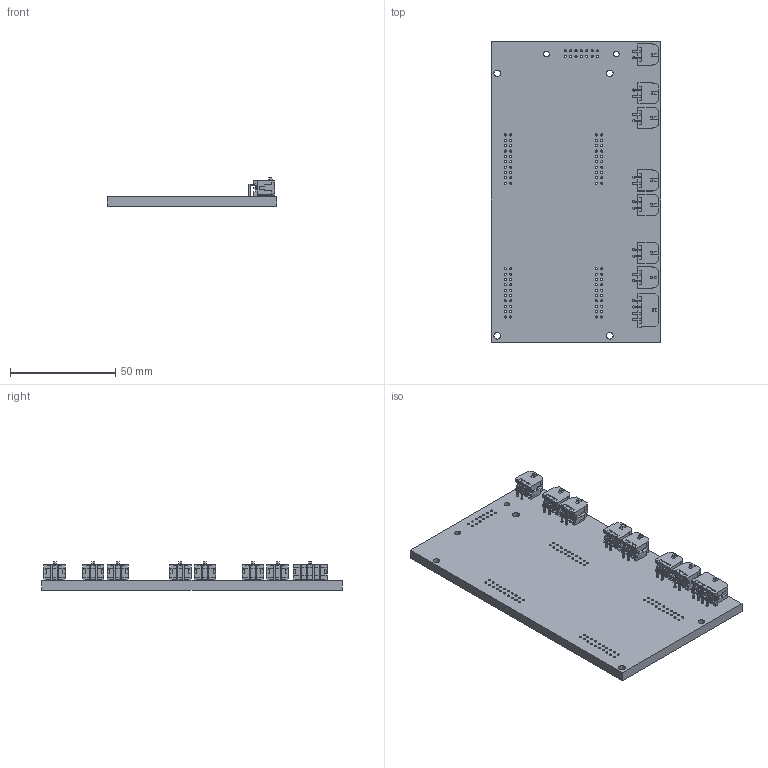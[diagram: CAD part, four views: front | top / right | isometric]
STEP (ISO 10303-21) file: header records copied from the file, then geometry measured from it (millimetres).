
FILE_DESCRIPTION(('KiCad electronic assembly'),'2;1');
FILE_NAME('Launch-Adapter.step','2022-06-29T15:12:12',('Pcbnew'),( 'Kicad'),'Open CASCADE STEP processor 7.5','KiCad to STEP converter' ,'Unknown');
FILE_SCHEMA(('AUTOMOTIVE_DESIGN { 1 0 10303 214 1 1 1 1 }'));
Length unit declared in the file: millimetre
Products named in the file (6): Launch-Adapter 1; 430450400; SOLID; 70090953; COMPOUND; Launch-Adapter PCB
Assembly tree (11 placements, depth 3):
  Launch-Adapter 1
    430450400  x7
      SOLID
    70090953
      COMPOUND
    Launch-Adapter PCB
Bounding box: 80.26 x 142.49 x 13.57 mm (x, y, z)
Volume: 56492.6 mm3; surface area: 35483.1 mm2
Topology: 9 solids, 9 shells, 2317 faces, 6111 edges, 3913 vertices
Faces by surface type: bspline 2166, cylinder 145, plane 6
Full cylindrical faces by diameter (mm): 1 x94, 1.02 x36, 2.69 x2, 3 x9, 3.2 x4
Entity records: 44899 total; most frequent: CARTESIAN_POINT 14831, B_SPLINE_CURVE_WITH_KNOTS 4502, ORIENTED_EDGE 3940, PCURVE 3940, DEFINITIONAL_REPRESENTATION 3940, EDGE_CURVE 1970, DIRECTION 1957, SURFACE_CURVE 1825
